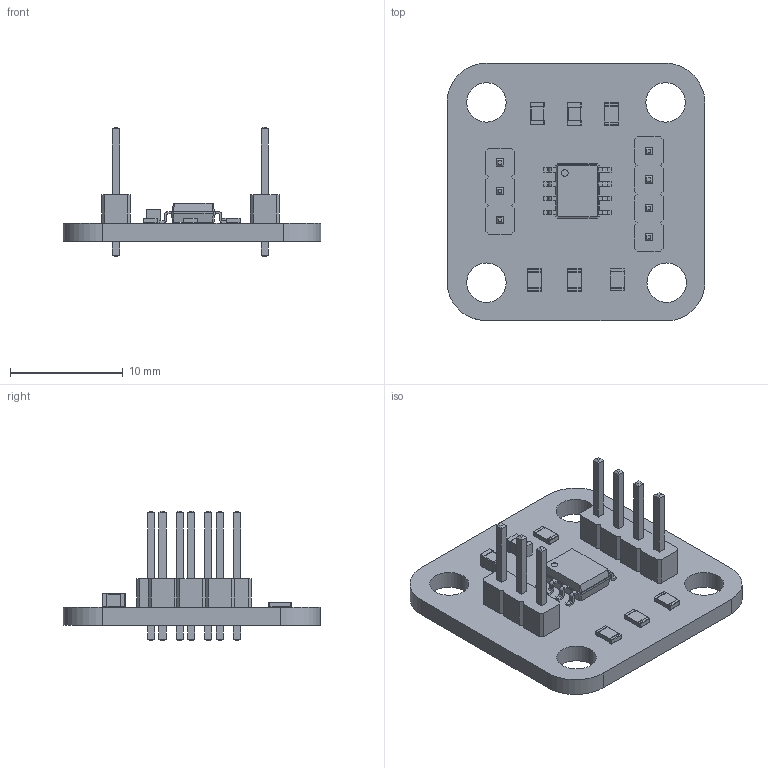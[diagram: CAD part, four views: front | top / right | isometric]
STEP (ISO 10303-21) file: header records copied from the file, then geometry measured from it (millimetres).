
FILE_DESCRIPTION(('FreeCAD Model'),'2;1');
FILE_NAME('Open CASCADE Shape Model','2022-03-10T21:56:48',(''),(''), 'Open CASCADE STEP processor 7.5','FreeCAD','Unknown');
FILE_SCHEMA(('AUTOMOTIVE_DESIGN { 1 0 10303 214 1 1 1 1 }'));
Length unit declared in the file: millimetre
Products named in the file (10): AS5600; Board_Geoms_3f; Pcb_3f; Step_Models_3f; Top_3f; R3_R_0805_2012Metric_1a3318a6eb3d; J2_PinHeader_1x03_P254mm_Vertical_03ced60a2111; J1_PinHeader_1x04_P254mm_Vertical_8c2cdfc4161e; C2_C_0805_2012Metric_eb07d268c7dc; U1_SOIC_8_39x49mm_P127mm_9da79adbdd19
Assembly tree (13 placements, depth 4):
  AS5600
    Board_Geoms_3f
      Pcb_3f
    Step_Models_3f
      Top_3f
        R3_R_0805_2012Metric_1a3318a6eb3d  x4
        J2_PinHeader_1x03_P254mm_Vertical_03ced60a2111
        J1_PinHeader_1x04_P254mm_Vertical_8c2cdfc4161e
        C2_C_0805_2012Metric_eb07d268c7dc  x2
        U1_SOIC_8_39x49mm_P127mm_9da79adbdd19
Bounding box: 22.9 x 22.9 x 11.54 mm (x, y, z)
Volume: 929 mm3; surface area: 1681.1 mm2
Topology: 10 solids, 10 shells, 513 faces, 1294 edges, 820 vertices
Faces by surface type: plane 377, cylinder 104, bspline 32
Full cylindrical faces by diameter (mm): 0.6 x1, 1 x7, 3.5 x4
Entity records: 14840 total; most frequent: CARTESIAN_POINT 2207, ORIENTED_EDGE 2036, DIRECTION 1900, EDGE_CURVE 1018, LINE 850, VECTOR 850, VERTEX_POINT 640, AXIS2_PLACEMENT_3D 525
